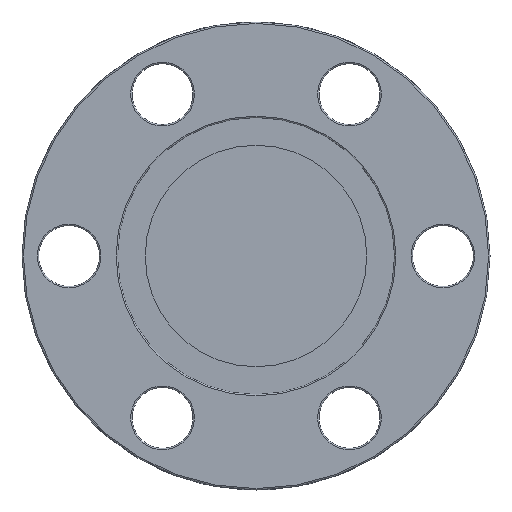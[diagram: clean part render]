
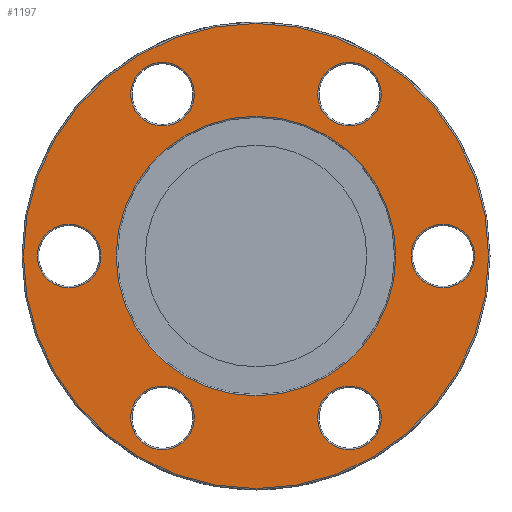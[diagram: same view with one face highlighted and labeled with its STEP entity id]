
A CAD part, left-side view. The second image highlights one B-rep face of the part: STEP entity #1197.
In plain terms, the highlighted planar face has unit normal (-1, 0, 0).
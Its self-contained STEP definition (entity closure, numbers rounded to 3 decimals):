
#11 = VERTEX_POINT ( 'NONE', #371 ) ;
#34 = ORIENTED_EDGE ( 'NONE', *, *, #401, .T. ) ;
#45 = EDGE_CURVE ( 'NONE', #650, #650, #734, .T. ) ;
#67 = DIRECTION ( 'NONE',  ( 0., -1., 0. ) ) ;
#99 = DIRECTION ( 'NONE',  ( 0., -1., 0. ) ) ;
#109 = FACE_BOUND ( 'NONE', #1042, .T. ) ;
#134 = CARTESIAN_POINT ( 'NONE',  ( -7., -6.75, -11.691 ) ) ;
#136 = CIRCLE ( 'NONE', #388, 2.3 ) ;
#158 = CIRCLE ( 'NONE', #218, 2.3 ) ;
#165 = VERTEX_POINT ( 'NONE', #1245 ) ;
#173 = EDGE_LOOP ( 'NONE', ( #681 ) ) ;
#193 = CARTESIAN_POINT ( 'NONE',  ( -7., 13.5, 0. ) ) ;
#195 = EDGE_CURVE ( 'NONE', #899, #899, #561, .T. ) ;
#217 = FACE_BOUND ( 'NONE', #889, .T. ) ;
#218 = AXIS2_PLACEMENT_3D ( 'NONE', #426, #317, #99 ) ;
#258 = DIRECTION ( 'NONE',  ( 0., -1., 0. ) ) ;
#309 = DIRECTION ( 'NONE',  ( -1., 0., 0. ) ) ;
#314 = VERTEX_POINT ( 'NONE', #797 ) ;
#316 = DIRECTION ( 'NONE',  ( 0., -1., 0. ) ) ;
#317 = DIRECTION ( 'NONE',  ( 1., 0., 0. ) ) ;
#349 = DIRECTION ( 'NONE',  ( 1., 0., 0. ) ) ;
#371 = CARTESIAN_POINT ( 'NONE',  ( -7., -15.8, 0. ) ) ;
#374 = CIRCLE ( 'NONE', #444, 2.3 ) ;
#378 = FACE_BOUND ( 'NONE', #173, .T. ) ;
#388 = AXIS2_PLACEMENT_3D ( 'NONE', #1203, #966, #316 ) ;
#395 = VERTEX_POINT ( 'NONE', #703 ) ;
#401 = EDGE_CURVE ( 'NONE', #314, #314, #448, .T. ) ;
#409 = FACE_BOUND ( 'NONE', #749, .T. ) ;
#426 = CARTESIAN_POINT ( 'NONE',  ( -7., 6.75, 11.691 ) ) ;
#429 = DIRECTION ( 'NONE',  ( 0., -1., 0. ) ) ;
#437 = EDGE_LOOP ( 'NONE', ( #634 ) ) ;
#444 = AXIS2_PLACEMENT_3D ( 'NONE', #193, #1316, #429 ) ;
#448 = CIRCLE ( 'NONE', #1428, 10.1 ) ;
#477 = CARTESIAN_POINT ( 'NONE',  ( -7., -6.75, 11.691 ) ) ;
#525 = CARTESIAN_POINT ( 'NONE',  ( -7., 10., 0. ) ) ;
#526 = FACE_BOUND ( 'NONE', #893, .T. ) ;
#548 = DIRECTION ( 'NONE',  ( 0., -1., 0. ) ) ;
#556 = ORIENTED_EDGE ( 'NONE', *, *, #1057, .T. ) ;
#558 = AXIS2_PLACEMENT_3D ( 'NONE', #134, #349, #1035 ) ;
#561 = CIRCLE ( 'NONE', #558, 2.3 ) ;
#569 = EDGE_CURVE ( 'NONE', #165, #165, #374, .T. ) ;
#576 = ORIENTED_EDGE ( 'NONE', *, *, #991, .T. ) ;
#607 = AXIS2_PLACEMENT_3D ( 'NONE', #1416, #309, #1210 ) ;
#609 = AXIS2_PLACEMENT_3D ( 'NONE', #525, #645, #737 ) ;
#620 = AXIS2_PLACEMENT_3D ( 'NONE', #477, #817, #258 ) ;
#626 = EDGE_LOOP ( 'NONE', ( #891 ) ) ;
#634 = ORIENTED_EDGE ( 'NONE', *, *, #195, .T. ) ;
#638 = PLANE ( 'NONE',  #609 ) ;
#640 = CARTESIAN_POINT ( 'NONE',  ( -7., 0., 0. ) ) ;
#645 = DIRECTION ( 'NONE',  ( -1., 0., 0. ) ) ;
#650 = VERTEX_POINT ( 'NONE', #1233 ) ;
#661 = DIRECTION ( 'NONE',  ( 1., 0., 0. ) ) ;
#681 = ORIENTED_EDGE ( 'NONE', *, *, #569, .T. ) ;
#683 = ORIENTED_EDGE ( 'NONE', *, *, #1247, .T. ) ;
#691 = CIRCLE ( 'NONE', #1390, 2.3 ) ;
#703 = CARTESIAN_POINT ( 'NONE',  ( -7., 4.45, -11.691 ) ) ;
#714 = CARTESIAN_POINT ( 'NONE',  ( -7., 4.45, 11.691 ) ) ;
#717 = CARTESIAN_POINT ( 'NONE',  ( -7., -16.8, 0. ) ) ;
#733 = CIRCLE ( 'NONE', #607, 16.8 ) ;
#734 = CIRCLE ( 'NONE', #620, 2.3 ) ;
#737 = DIRECTION ( 'NONE',  ( 0., -1., 0. ) ) ;
#749 = EDGE_LOOP ( 'NONE', ( #34 ) ) ;
#750 = DIRECTION ( 'NONE',  ( 1., 0., 0. ) ) ;
#797 = CARTESIAN_POINT ( 'NONE',  ( -7., -10.1, 0. ) ) ;
#817 = DIRECTION ( 'NONE',  ( 1., 0., 0. ) ) ;
#889 = EDGE_LOOP ( 'NONE', ( #576 ) ) ;
#891 = ORIENTED_EDGE ( 'NONE', *, *, #1261, .T. ) ;
#893 = EDGE_LOOP ( 'NONE', ( #556 ) ) ;
#899 = VERTEX_POINT ( 'NONE', #1128 ) ;
#966 = DIRECTION ( 'NONE',  ( 1., 0., 0. ) ) ;
#973 = ORIENTED_EDGE ( 'NONE', *, *, #45, .T. ) ;
#991 = EDGE_CURVE ( 'NONE', #395, #395, #136, .T. ) ;
#1011 = FACE_BOUND ( 'NONE', #1158, .T. ) ;
#1035 = DIRECTION ( 'NONE',  ( 0., -1., 0. ) ) ;
#1042 = EDGE_LOOP ( 'NONE', ( #973 ) ) ;
#1049 = FACE_BOUND ( 'NONE', #437, .T. ) ;
#1057 = EDGE_CURVE ( 'NONE', #11, #11, #691, .T. ) ;
#1109 = CARTESIAN_POINT ( 'NONE',  ( -7., -13.5, 0. ) ) ;
#1128 = CARTESIAN_POINT ( 'NONE',  ( -7., -9.05, -11.691 ) ) ;
#1137 = FACE_OUTER_BOUND ( 'NONE', #626, .T. ) ;
#1158 = EDGE_LOOP ( 'NONE', ( #683 ) ) ;
#1197 = ADVANCED_FACE ( 'NONE', ( #1011, #409, #1137, #109, #526, #1049, #217, #378 ), #638, .T. ) ;
#1201 = VERTEX_POINT ( 'NONE', #717 ) ;
#1203 = CARTESIAN_POINT ( 'NONE',  ( -7., 6.75, -11.691 ) ) ;
#1210 = DIRECTION ( 'NONE',  ( 0., -1., 0. ) ) ;
#1233 = CARTESIAN_POINT ( 'NONE',  ( -7., -9.05, 11.691 ) ) ;
#1245 = CARTESIAN_POINT ( 'NONE',  ( -7., 11.2, 0. ) ) ;
#1247 = EDGE_CURVE ( 'NONE', #1314, #1314, #158, .T. ) ;
#1261 = EDGE_CURVE ( 'NONE', #1201, #1201, #733, .T. ) ;
#1314 = VERTEX_POINT ( 'NONE', #714 ) ;
#1316 = DIRECTION ( 'NONE',  ( 1., 0., 0. ) ) ;
#1390 = AXIS2_PLACEMENT_3D ( 'NONE', #1109, #661, #548 ) ;
#1416 = CARTESIAN_POINT ( 'NONE',  ( -7., 0., 0. ) ) ;
#1428 = AXIS2_PLACEMENT_3D ( 'NONE', #640, #750, #67 ) ;
